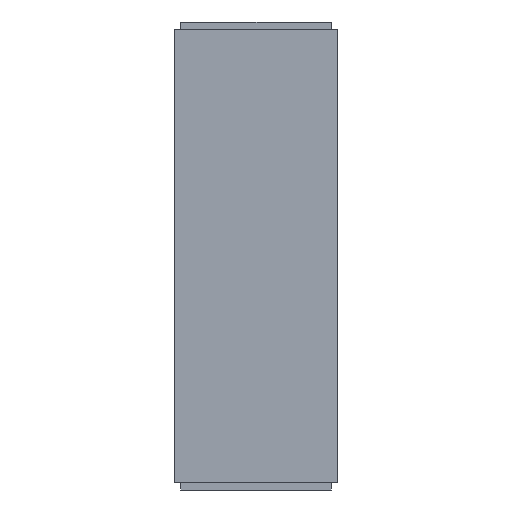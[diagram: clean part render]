
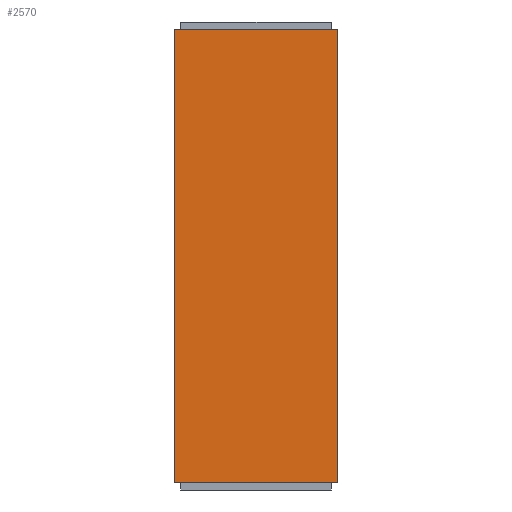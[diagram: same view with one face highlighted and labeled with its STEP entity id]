
A CAD part, left-side view. The second image highlights one B-rep face of the part: STEP entity #2570.
In plain terms, the highlighted planar face has unit normal (-1, 0, 0).
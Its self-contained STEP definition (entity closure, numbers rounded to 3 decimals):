
#74=FACE_OUTER_BOUND('',#218,.T.);
#218=EDGE_LOOP('',(#1801,#1802,#1803,#1804));
#440=LINE('',#3707,#776);
#445=LINE('',#3717,#781);
#446=LINE('',#3720,#782);
#447=LINE('',#3721,#783);
#776=VECTOR('',#3041,0.97);
#781=VECTOR('',#3050,0.35);
#782=VECTOR('',#3053,0.97);
#783=VECTOR('',#3054,0.35);
#1069=VERTEX_POINT('',#3700);
#1072=VERTEX_POINT('',#3705);
#1075=VERTEX_POINT('',#3715);
#1076=VERTEX_POINT('',#3719);
#1336=EDGE_CURVE('',#1072,#1069,#440,.T.);
#1341=EDGE_CURVE('',#1072,#1075,#445,.T.);
#1342=EDGE_CURVE('',#1076,#1075,#446,.T.);
#1343=EDGE_CURVE('',#1069,#1076,#447,.T.);
#1801=ORIENTED_EDGE('',*,*,#1341,.T.);
#1802=ORIENTED_EDGE('',*,*,#1342,.F.);
#1803=ORIENTED_EDGE('',*,*,#1343,.F.);
#1804=ORIENTED_EDGE('',*,*,#1336,.F.);
#2266=PLANE('',#2731);
#2570=ADVANCED_FACE('',(#74),#2266,.T.);
#2731=AXIS2_PLACEMENT_3D('',#3718,#3051,#3052);
#3041=DIRECTION('',(0.,0.,-1.));
#3050=DIRECTION('',(0.,1.,0.));
#3051=DIRECTION('center_axis',(-1.,0.,0.));
#3052=DIRECTION('ref_axis',(0.,0.,1.));
#3053=DIRECTION('',(0.,0.,1.));
#3054=DIRECTION('',(0.,1.,0.));
#3700=CARTESIAN_POINT('',(-0.014,-0.014,0.015));
#3705=CARTESIAN_POINT('',(-0.014,-0.014,0.985));
#3707=CARTESIAN_POINT('',(-0.014,-0.014,0.015));
#3715=CARTESIAN_POINT('',(-0.014,0.336,0.985));
#3717=CARTESIAN_POINT('',(-0.014,0.322,0.985));
#3718=CARTESIAN_POINT('Origin',(-0.014,0.322,0.015));
#3719=CARTESIAN_POINT('',(-0.014,0.336,0.015));
#3720=CARTESIAN_POINT('',(-0.014,0.336,0.015));
#3721=CARTESIAN_POINT('',(-0.014,0.322,0.015));
